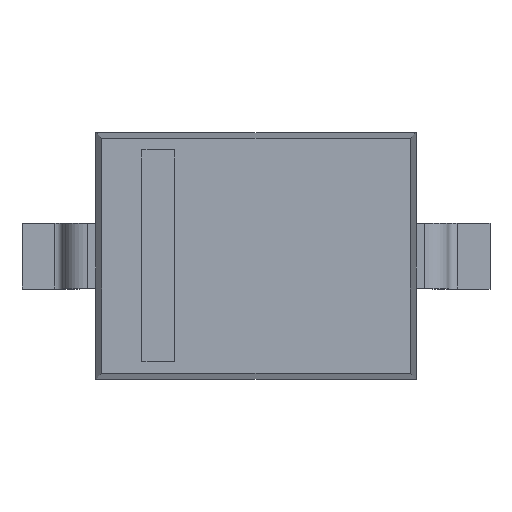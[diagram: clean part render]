
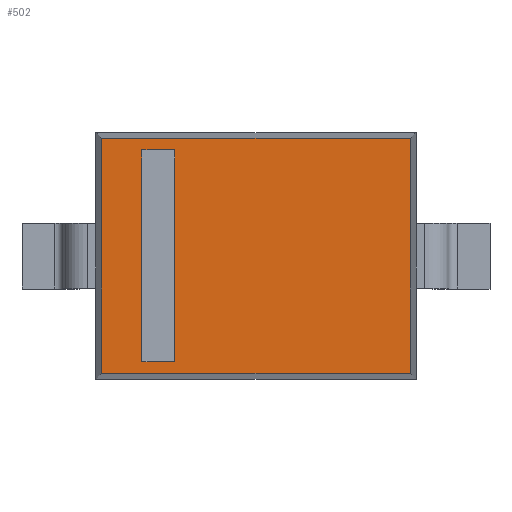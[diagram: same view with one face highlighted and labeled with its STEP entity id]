
A CAD part, top view. The second image highlights one B-rep face of the part: STEP entity #502.
In plain terms, the highlighted free-form (B-spline) face has degree [1, 1] with [2, 2] control points.
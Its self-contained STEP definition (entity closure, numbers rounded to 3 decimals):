
#240=CARTESIAN_POINT('',(-0.495,0.645,1.15));
#241=VERTEX_POINT('',#240);
#248=CARTESIAN_POINT('',(-0.695,0.645,1.15));
#249=VERTEX_POINT('',#248);
#250=CARTESIAN_POINT('',(-0.695,0.645,1.15));
#251=DIRECTION('',(1.0,0.0,0.0));
#252=VECTOR('',#251,0.2);
#253=LINE('',#250,#252);
#254=EDGE_CURVE('',#249,#241,#253,.T.);
#279=CARTESIAN_POINT('',(-0.695,-0.645,1.15));
#280=VERTEX_POINT('',#279);
#281=CARTESIAN_POINT('',(-0.695,-0.645,1.15));
#282=DIRECTION('',(0.0,1.0,0.0));
#283=VECTOR('',#282,1.29);
#284=LINE('',#281,#283);
#285=EDGE_CURVE('',#280,#249,#284,.T.);
#310=CARTESIAN_POINT('',(-0.495,-0.645,1.15));
#311=VERTEX_POINT('',#310);
#312=CARTESIAN_POINT('',(-0.495,-0.645,1.15));
#313=DIRECTION('',(-1.0,0.0,0.0));
#314=VECTOR('',#313,0.2);
#315=LINE('',#312,#314);
#316=EDGE_CURVE('',#311,#280,#315,.T.);
#339=CARTESIAN_POINT('',(-0.495,0.645,1.15));
#340=DIRECTION('',(0.0,-1.0,0.0));
#341=VECTOR('',#340,1.29);
#342=LINE('',#339,#341);
#343=EDGE_CURVE('',#241,#311,#342,.T.);
#366=CARTESIAN_POINT('',(0.94,0.715,1.15));
#367=VERTEX_POINT('',#366);
#368=CARTESIAN_POINT('',(0.94,-0.715,1.15));
#369=VERTEX_POINT('',#368);
#370=CARTESIAN_POINT('',(0.94,-0.715,1.15));
#371=DIRECTION('',(0.0,1.0,0.0));
#372=VECTOR('',#371,1.43);
#373=LINE('',#370,#372);
#374=EDGE_CURVE('',#367,#369,#373,.F.);
#406=CARTESIAN_POINT('',(-0.94,-0.715,1.15));
#407=VERTEX_POINT('',#406);
#408=CARTESIAN_POINT('',(-0.94,0.715,1.15));
#409=VERTEX_POINT('',#408);
#410=CARTESIAN_POINT('',(-0.94,0.715,1.15));
#411=DIRECTION('',(0.0,-1.0,0.0));
#412=VECTOR('',#411,1.43);
#413=LINE('',#410,#412);
#414=EDGE_CURVE('',#407,#409,#413,.F.);
#446=CARTESIAN_POINT('',(0.94,0.715,1.15));
#447=DIRECTION('',(-1.0,0.0,0.0));
#448=VECTOR('',#447,1.88);
#449=LINE('',#446,#448);
#450=EDGE_CURVE('',#409,#367,#449,.F.);
#468=CARTESIAN_POINT('',(-0.94,-0.715,1.15));
#469=DIRECTION('',(1.0,0.0,0.0));
#470=VECTOR('',#469,1.88);
#471=LINE('',#468,#470);
#472=EDGE_CURVE('',#369,#407,#471,.F.);
#485=CARTESIAN_POINT('',(-0.94,-0.715,1.15));
#486=CARTESIAN_POINT('',(0.94,-0.715,1.15));
#487=CARTESIAN_POINT('',(-0.94,0.715,1.15));
#488=CARTESIAN_POINT('',(0.94,0.715,1.15));
#489=B_SPLINE_SURFACE_WITH_KNOTS('',1,1,((#485,#487),(#486,#488)),.UNSPECIFIED.,.F.,.F.,.U.,(2,2),(2,2),(0.0,1.88),(0.0,1.43),.UNSPECIFIED.);
#490=ORIENTED_EDGE('',*,*,#414,.F.);
#491=ORIENTED_EDGE('',*,*,#472,.F.);
#492=ORIENTED_EDGE('',*,*,#374,.F.);
#493=ORIENTED_EDGE('',*,*,#450,.F.);
#494=EDGE_LOOP('',(#490,#491,#492,#493));
#495=FACE_OUTER_BOUND('',#494,.T.);
#496=ORIENTED_EDGE('',*,*,#254,.T.);
#497=ORIENTED_EDGE('',*,*,#343,.T.);
#498=ORIENTED_EDGE('',*,*,#316,.T.);
#499=ORIENTED_EDGE('',*,*,#285,.T.);
#500=EDGE_LOOP('',(#496,#497,#498,#499));
#501=FACE_BOUND('',#500,.T.);
#502=ADVANCED_FACE('',(#495,#501),#489,.T.);
